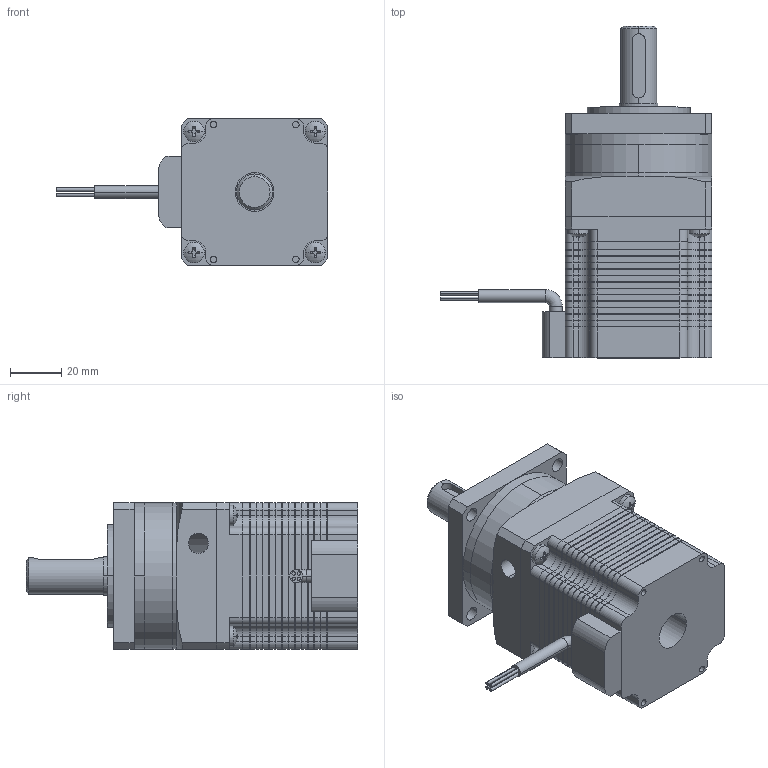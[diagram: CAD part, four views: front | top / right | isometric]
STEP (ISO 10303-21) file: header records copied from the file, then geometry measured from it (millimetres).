
FILE_DESCRIPTION (( 'STEP AP214' ), '1' );
FILE_NAME ('57H255AG珨撰熬厒掀.STEP', '2022-10-24T01:45:58', ( '' ), ( '' ), 'SwSTEP 2.0', 'SolidWorks 2020', '' );
FILE_SCHEMA (( 'AUTOMOTIVE_DESIGN' ));
Length unit declared in the file: millimetre
Products named in the file (11): 57H255AG珨撰粣; 57H255AG珨撰熬厒掀; 57H255AG萇儂隅赽; 熬厒儂綴傷裔; cross recessed pan head screws gb_GB_CROSS_SCREWS_TYPE1 M4X10-10  H type-N; 珨撰熬厒儂翋极; 綴傷裔; 珨撰熬厒儂; 熬厒儂ヶ傷裔; ヶ傷裔; 諉盄傷赽
Assembly tree (13 placements, depth 3):
  57H255AG珨撰熬厒掀
    57H255AG萇儂隅赽
    ヶ傷裔
    綴傷裔
    珨撰熬厒儂
      熬厒儂綴傷裔
      熬厒儂ヶ傷裔
      珨撰熬厒儂翋极
    cross recessed pan head screws gb_GB_CROSS_SCREWS_TYPE1 M4X10-10  H type-N  x4
    57H255AG珨撰粣
    諉盄傷赽
Bounding box: 105.73 x 129 x 57 mm (x, y, z)
Volume: 281514.6 mm3; surface area: 71701.5 mm2
Topology: 13 solids, 13 shells, 1613 faces, 3422 edges, 1864 vertices
Faces by surface type: plane 1116, cylinder 475, cone 8, sphere 8, torus 6
Entity records: 40318 total; most frequent: DIRECTION 7234, CARTESIAN_POINT 6821, ORIENTED_EDGE 6444, EDGE_CURVE 3222, AXIS2_PLACEMENT_3D 2481, VECTOR 2272, LINE 2272, VERTEX_POINT 1732
